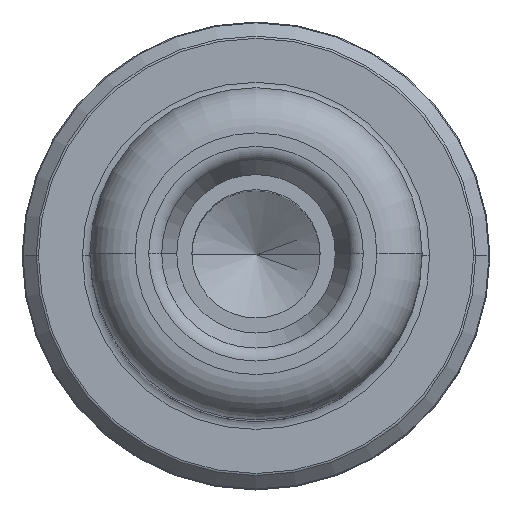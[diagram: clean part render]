
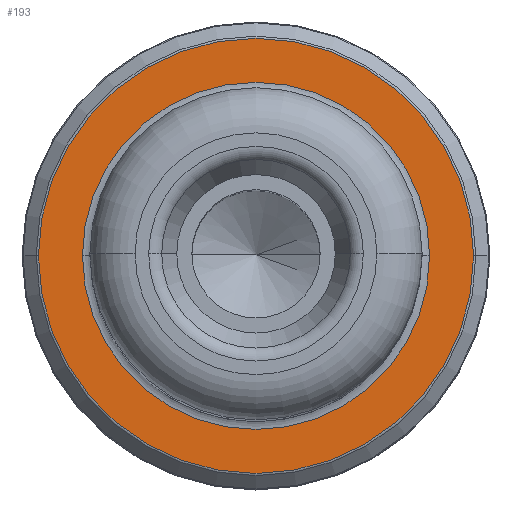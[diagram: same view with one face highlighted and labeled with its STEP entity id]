
A CAD part, top view. The second image highlights one B-rep face of the part: STEP entity #193.
In plain terms, the highlighted planar face has unit normal (0, 0, 1).
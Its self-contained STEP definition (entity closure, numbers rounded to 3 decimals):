
#157 = DIRECTION ( 'NONE',  ( -1., 0., 0. ) ) ;
#193 = ADVANCED_FACE ( 'NONE', ( #477, #1993 ), #1668, .T. ) ;
#307 = CARTESIAN_POINT ( 'NONE',  ( 0., 0., 24. ) ) ;
#319 = CIRCLE ( 'NONE', #2913, 11.5 ) ;
#363 = ORIENTED_EDGE ( 'NONE', *, *, #982, .T. ) ;
#427 = ORIENTED_EDGE ( 'NONE', *, *, #1415, .T. ) ;
#431 = CARTESIAN_POINT ( 'NONE',  ( 0., 0., 24. ) ) ;
#477 = FACE_BOUND ( 'NONE', #1752, .T. ) ;
#570 = AXIS2_PLACEMENT_3D ( 'NONE', #2582, #735, #1955 ) ;
#581 = DIRECTION ( 'NONE',  ( -1., 0., 0. ) ) ;
#648 = CARTESIAN_POINT ( 'NONE',  ( -14.417, 0., 24. ) ) ;
#735 = DIRECTION ( 'NONE',  ( 0., 0., 1. ) ) ;
#877 = CIRCLE ( 'NONE', #3133, 14.417 ) ;
#982 = EDGE_CURVE ( 'NONE', #1053, #1596, #877, .T. ) ;
#1007 = AXIS2_PLACEMENT_3D ( 'NONE', #431, #3224, #2922 ) ;
#1053 = VERTEX_POINT ( 'NONE', #648 ) ;
#1064 = AXIS2_PLACEMENT_3D ( 'NONE', #2951, #3527, #157 ) ;
#1160 = VERTEX_POINT ( 'NONE', #2261 ) ;
#1192 = DIRECTION ( 'NONE',  ( 0., 0., -1. ) ) ;
#1310 = EDGE_LOOP ( 'NONE', ( #3208, #363 ) ) ;
#1415 = EDGE_CURVE ( 'NONE', #1160, #1530, #319, .T. ) ;
#1454 = CIRCLE ( 'NONE', #1064, 11.5 ) ;
#1530 = VERTEX_POINT ( 'NONE', #3423 ) ;
#1596 = VERTEX_POINT ( 'NONE', #1677 ) ;
#1668 = PLANE ( 'NONE',  #1007 ) ;
#1677 = CARTESIAN_POINT ( 'NONE',  ( 14.417, 0., 24. ) ) ;
#1752 = EDGE_LOOP ( 'NONE', ( #427, #3002 ) ) ;
#1955 = DIRECTION ( 'NONE',  ( 1., 0., 0. ) ) ;
#1993 = FACE_OUTER_BOUND ( 'NONE', #1310, .T. ) ;
#2239 = DIRECTION ( 'NONE',  ( 1., 0., 0. ) ) ;
#2261 = CARTESIAN_POINT ( 'NONE',  ( -11.5, 0., 24. ) ) ;
#2298 = EDGE_CURVE ( 'NONE', #1530, #1160, #1454, .T. ) ;
#2582 = CARTESIAN_POINT ( 'NONE',  ( 0., 0., 24. ) ) ;
#2728 = CARTESIAN_POINT ( 'NONE',  ( 0., 0., 24. ) ) ;
#2877 = EDGE_CURVE ( 'NONE', #1596, #1053, #3398, .T. ) ;
#2913 = AXIS2_PLACEMENT_3D ( 'NONE', #2728, #1192, #581 ) ;
#2922 = DIRECTION ( 'NONE',  ( 1., 0., 0. ) ) ;
#2951 = CARTESIAN_POINT ( 'NONE',  ( 0., 0., 24. ) ) ;
#3002 = ORIENTED_EDGE ( 'NONE', *, *, #2298, .T. ) ;
#3133 = AXIS2_PLACEMENT_3D ( 'NONE', #307, #3160, #2239 ) ;
#3160 = DIRECTION ( 'NONE',  ( 0., 0., 1. ) ) ;
#3208 = ORIENTED_EDGE ( 'NONE', *, *, #2877, .T. ) ;
#3224 = DIRECTION ( 'NONE',  ( 0., 0., 1. ) ) ;
#3398 = CIRCLE ( 'NONE', #570, 14.417 ) ;
#3423 = CARTESIAN_POINT ( 'NONE',  ( 11.5, 0., 24. ) ) ;
#3527 = DIRECTION ( 'NONE',  ( 0., 0., -1. ) ) ;
